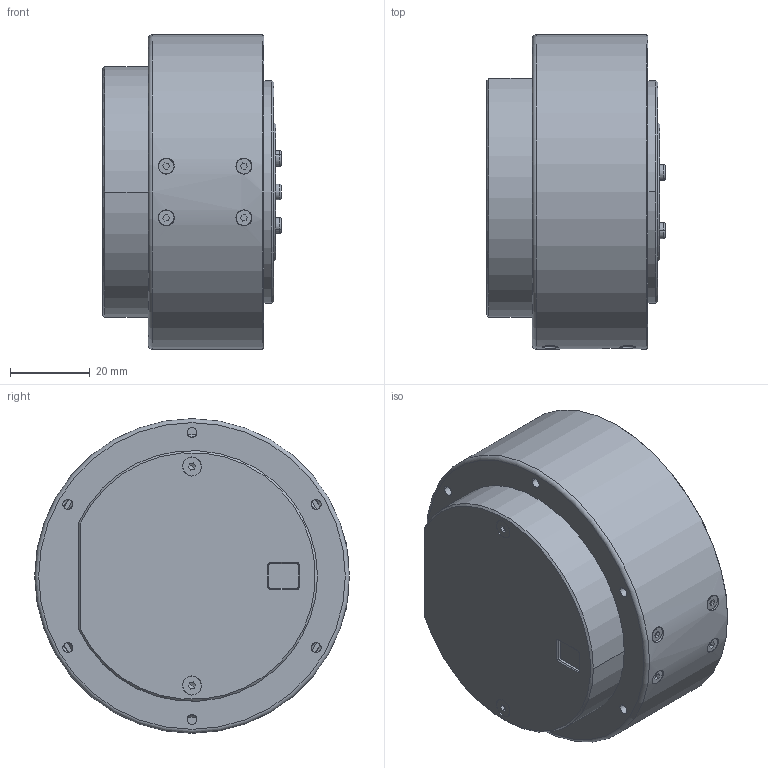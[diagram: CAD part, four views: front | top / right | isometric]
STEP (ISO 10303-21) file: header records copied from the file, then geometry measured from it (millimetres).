
FILE_DESCRIPTION(/* description */ (''),/* implementation_level */ '2;1');
FILE_NAME(/* name */ 'RMD-X6.stp',/* time_stamp */ '2020-12-21T11:44:21+08:00',/* author */ (''),/* organization */ (''),/* preprocessor_version */ 'ST-DEVELOPER v16.7',/* originating_system */ 'SIEMENS PLM Software NX 12.0',/* authorisation */ '');
FILE_SCHEMA (('AUTOMOTIVE_DESIGN { 1 0 10303 214 3 1 1 1 }'));
Products named in the file (1): Admi10E4CA70o035
Bounding box: 44.9 x 79 x 79 mm (x, y, z)
Volume: 62475.8 mm3; surface area: 60749.5 mm2
Topology: 32 solids, 32 shells, 1830 faces, 4740 edges, 2993 vertices
Faces by surface type: plane 931, cylinder 606, cone 233, bspline 31, torus 29
Full cylindrical faces by diameter (mm): 79 x1
Entity records: 68453 total; most frequent: CARTESIAN_POINT 15563, DIRECTION 9654, ORIENTED_EDGE 9384, EDGE_CURVE 4692, AXIS2_PLACEMENT_3D 3357, VERTEX_POINT 2994, LINE 2940, VECTOR 2940
